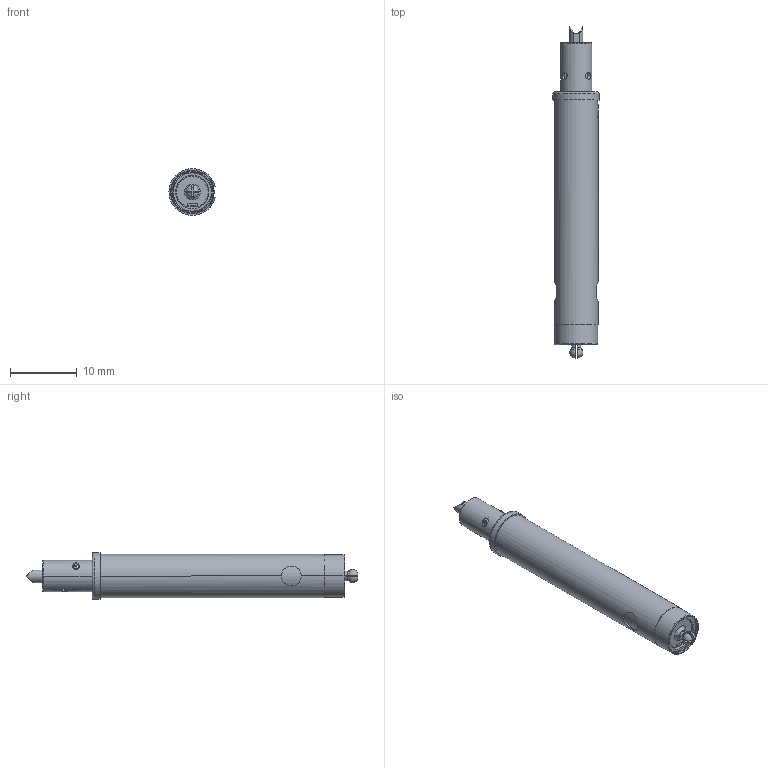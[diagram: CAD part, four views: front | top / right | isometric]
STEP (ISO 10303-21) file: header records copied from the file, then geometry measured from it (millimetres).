
FILE_DESCRIPTION (( 'STEP AP214' ), '1' );
FILE_NAME ('INGUN_107374.STEP', '2023-11-20T12:10:49', ( '' ), ( '' ), 'SwSTEP 2.0', 'SolidWorks 2021', '' );
FILE_SCHEMA (( 'AUTOMOTIVE_DESIGN' ));
Length unit declared in the file: millimetre
Products named in the file (13): SP-098_102_S~0; 107371~0_Einbau <S>; 110925~1; 107372~0_S; INGUN_107374; 107251~4_S; 24451~0; 110093~2; 105716~6_S; 108802~4_<S> Patentnummer; 105722~3_S; 107249~3_S; 108769~0
Assembly tree (12 placements, depth 2):
  INGUN_107374
    105716~6_S
    105722~3_S
    108802~4_<S> Patentnummer
    107249~3_S
    107251~4_S
    110093~2
    107371~0_Einbau <S>
    107372~0_S
    24451~0
    108769~0
    SP-098_102_S~0
    110925~1
Bounding box: 6.91 x 49.8 x 7 mm (x, y, z)
Volume: 1263.8 mm3; surface area: 3285.5 mm2
Topology: 12 solids, 12 shells, 757 faces, 2076 edges, 1376 vertices
Faces by surface type: plane 369, cylinder 209, bspline 126, torus 38, cone 15
Entity records: 29452 total; most frequent: CARTESIAN_POINT 10722, ORIENTED_EDGE 4152, DIRECTION 3273, EDGE_CURVE 2076, VERTEX_POINT 1376, AXIS2_PLACEMENT_3D 1214, LINE 845, VECTOR 845
